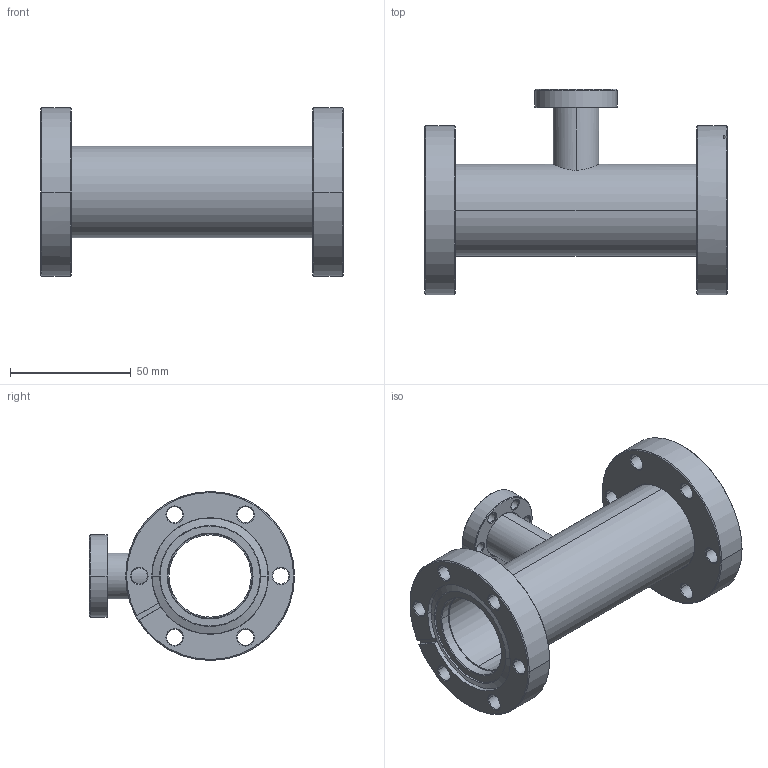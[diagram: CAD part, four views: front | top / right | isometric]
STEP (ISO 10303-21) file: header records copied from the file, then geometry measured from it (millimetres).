
FILE_DESCRIPTION (( 'STEP AP214' ), '1' );
FILE_NAME ('Hositrad_FTR35-16R.STEP', '2014-02-05T14:55:04', ( '' ), ( '' ), 'SwSTEP 2.0', 'SolidWorks 2014', '' );
FILE_SCHEMA (( 'AUTOMOTIVE_DESIGN' ));
Length unit declared in the file: millimetre
Products named in the file (7): NW35CF-Weld-38.1; ReducerTee-All_ReducerTee 35-16; Hositrad_FTR35-16R; CF16-19-R; NW16CF-Innerring; NW16CF-Outerring; NW35CFR-Weld-38.1
Assembly tree (6 placements, depth 3):
  Hositrad_FTR35-16R
    ReducerTee-All_ReducerTee 35-16
    NW35CF-Weld-38.1
    NW35CFR-Weld-38.1
    CF16-19-R
      NW16CF-Outerring
      NW16CF-Innerring
Bounding box: 125.4 x 85 x 70 mm (x, y, z)
Volume: 93647.2 mm3; surface area: 58333.8 mm2
Topology: 6 solids, 6 shells, 217 faces, 488 edges, 288 vertices
Faces by surface type: cone 114, cylinder 76, plane 25, bspline 2
Entity records: 6965 total; most frequent: CARTESIAN_POINT 1585, DIRECTION 1198, ORIENTED_EDGE 976, AXIS2_PLACEMENT_3D 497, EDGE_CURVE 488, VERTEX_POINT 288, CIRCLE 272, EDGE_LOOP 272
